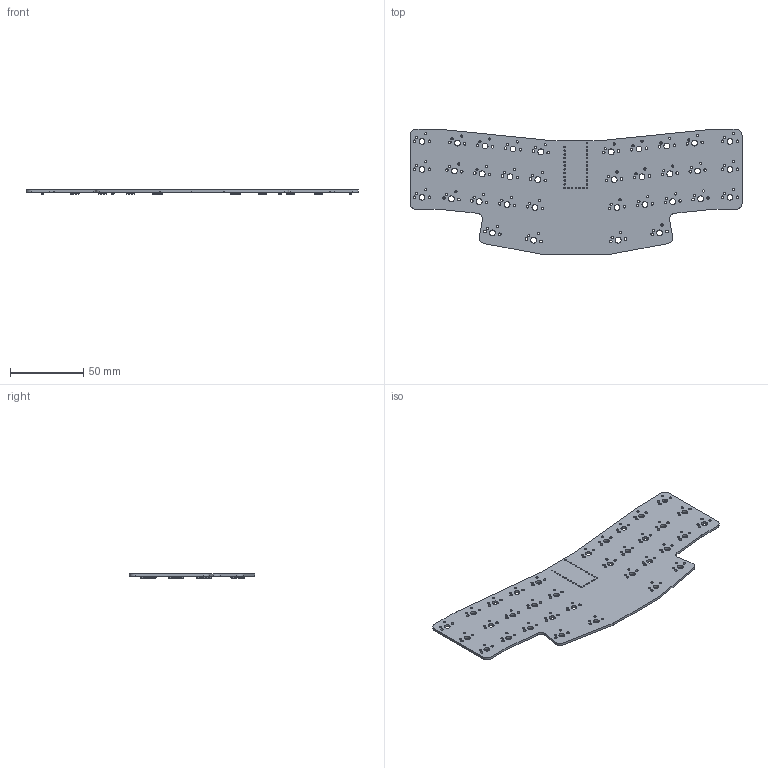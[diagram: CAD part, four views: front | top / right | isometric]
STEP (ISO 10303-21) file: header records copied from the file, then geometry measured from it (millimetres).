
FILE_DESCRIPTION(('KiCad electronic assembly'),'2;1');
FILE_NAME('babier-v.step','2024-12-12T19:52:31',('Pcbnew'),('Kicad'), 'Open CASCADE STEP processor 7.7','KiCad to STEP converter','Unknown' );
FILE_SCHEMA(('AUTOMOTIVE_DESIGN { 1 0 10303 214 1 1 1 1 }'));
Length unit declared in the file: millimetre
Products named in the file (4): babier-v 1; D_SOD-123; D_SOD_123; babier-v_PCB
Assembly tree (36 placements, depth 3):
  babier-v 1
    D_SOD-123  x34
      D_SOD_123
    babier-v_PCB
Bounding box: 225.93 x 85.33 x 2.9 mm (x, y, z)
Volume: 23273.4 mm3; surface area: 32478.7 mm2
Topology: 35 solids, 35 shells, 2521 faces, 6027 edges, 3610 vertices
Faces by surface type: plane 1151, bspline 884, cylinder 486
Full cylindrical faces by diameter (mm): 1 x30, 1.524 x68, 1.75 x68, 3.988 x34
Entity records: 11815 total; most frequent: DIRECTION 1933, CARTESIAN_POINT 1910, ORIENTED_EDGE 1758, EDGE_CURVE 879, AXIS2_PLACEMENT_3D 765, FACE_BOUND 711, EDGE_LOOP 711, VERTEX_POINT 574
